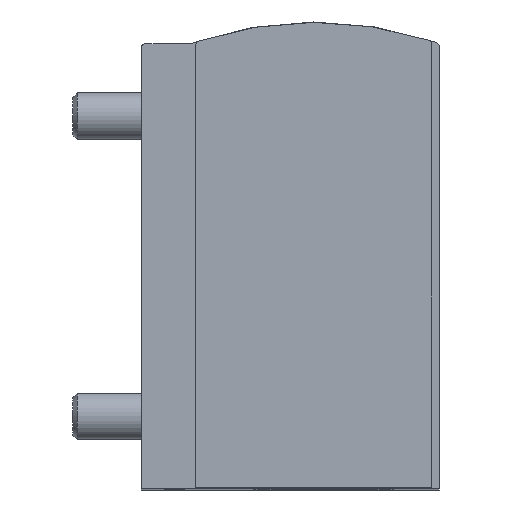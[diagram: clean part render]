
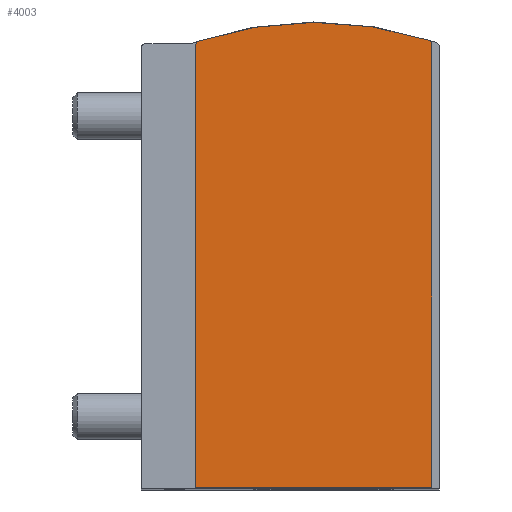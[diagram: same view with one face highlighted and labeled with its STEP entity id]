
A CAD part, top view. The second image highlights one B-rep face of the part: STEP entity #4003.
In plain terms, the highlighted planar face has unit normal (0, 0, 1).
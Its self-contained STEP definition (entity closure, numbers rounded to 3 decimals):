
#192=CIRCLE('',#4261,0.5);
#197=CIRCLE('',#4270,0.5);
#198=CIRCLE('',#4272,39.5);
#475=ORIENTED_EDGE('',*,*,#1231,.T.);
#476=ORIENTED_EDGE('',*,*,#1234,.T.);
#477=ORIENTED_EDGE('',*,*,#1236,.T.);
#478=ORIENTED_EDGE('',*,*,#1242,.T.);
#479=ORIENTED_EDGE('',*,*,#1244,.T.);
#480=ORIENTED_EDGE('',*,*,#1245,.T.);
#1231=EDGE_CURVE('',#1624,#1623,#192,.T.);
#1234=EDGE_CURVE('',#1623,#1625,#1868,.T.);
#1236=EDGE_CURVE('',#1625,#1626,#1870,.T.);
#1242=EDGE_CURVE('',#1626,#1631,#1872,.T.);
#1244=EDGE_CURVE('',#1631,#1632,#197,.T.);
#1245=EDGE_CURVE('',#1632,#1624,#198,.T.);
#1623=VERTEX_POINT('',#5748);
#1624=VERTEX_POINT('',#5750);
#1625=VERTEX_POINT('',#5754);
#1626=VERTEX_POINT('',#5758);
#1631=VERTEX_POINT('',#5770);
#1632=VERTEX_POINT('',#5774);
#1868=LINE('',#5755,#2123);
#1870=LINE('',#5759,#2125);
#1872=LINE('',#5771,#2127);
#2123=VECTOR('',#4762,1000.);
#2125=VECTOR('',#4766,1000.);
#2127=VECTOR('',#4778,1000.);
#2329=EDGE_LOOP('',(#475,#476,#477,#478,#479,#480));
#2590=FACE_BOUND('',#2329,.T.);
#2824=PLANE('',#4273);
#4003=ADVANCED_FACE('',(#2590),#2824,.T.);
#4261=AXIS2_PLACEMENT_3D('',#5749,#4756,#4757);
#4270=AXIS2_PLACEMENT_3D('',#5775,#4782,#4783);
#4272=AXIS2_PLACEMENT_3D('',#5777,#4786,#4787);
#4273=AXIS2_PLACEMENT_3D('',#5778,#4788,#4789);
#4756=DIRECTION('',(0.,0.,1.));
#4757=DIRECTION('',(1.,0.,0.));
#4762=DIRECTION('',(0.,-1.,0.));
#4766=DIRECTION('',(1.,0.,0.));
#4778=DIRECTION('',(0.,1.,0.));
#4782=DIRECTION('',(0.,0.,1.));
#4783=DIRECTION('',(1.,0.,0.));
#4786=DIRECTION('',(0.,0.,1.));
#4787=DIRECTION('',(1.,0.,0.));
#4788=DIRECTION('',(0.,0.,1.));
#4789=DIRECTION('',(1.,0.,0.));
#5748=CARTESIAN_POINT('',(-12.75,47.226,72.));
#5749=CARTESIAN_POINT('',(-12.25,47.226,72.));
#5750=CARTESIAN_POINT('',(-12.407,47.701,72.));
#5754=CARTESIAN_POINT('',(-12.75,0.1,72.));
#5755=CARTESIAN_POINT('',(-12.75,47.226,72.));
#5758=CARTESIAN_POINT('',(12.45,0.1,72.));
#5759=CARTESIAN_POINT('',(-12.75,0.1,72.));
#5770=CARTESIAN_POINT('',(12.45,47.324,72.));
#5771=CARTESIAN_POINT('',(12.45,0.1,72.));
#5774=CARTESIAN_POINT('',(12.103,47.8,72.));
#5775=CARTESIAN_POINT('',(11.95,47.324,72.));
#5777=CARTESIAN_POINT('',(0.,10.2,72.));
#5778=CARTESIAN_POINT('',(-12.25,47.226,72.));
